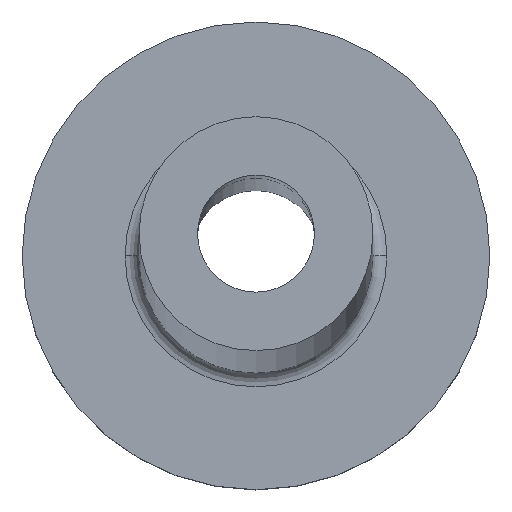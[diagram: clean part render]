
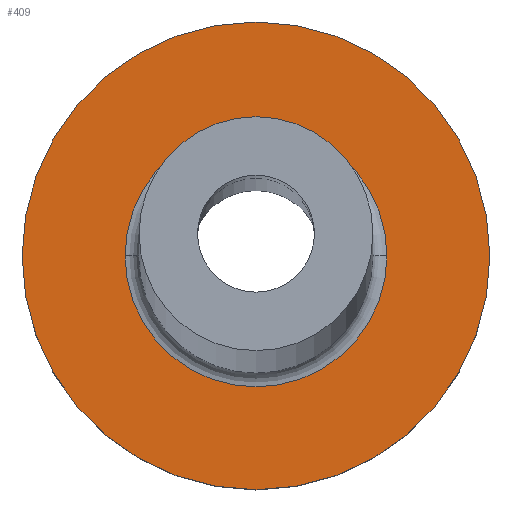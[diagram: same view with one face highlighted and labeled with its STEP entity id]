
A CAD part, top view. The second image highlights one B-rep face of the part: STEP entity #409.
In plain terms, the highlighted planar face has unit normal (0, 0, 1).
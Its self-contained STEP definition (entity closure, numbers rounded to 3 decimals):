
#1 = VERTEX_POINT ( 'NONE', #81 ) ;
#3 = CARTESIAN_POINT ( 'NONE',  ( -2.8, 0., 3. ) ) ;
#5 = ORIENTED_EDGE ( 'NONE', *, *, #220, .T. ) ;
#9 = ORIENTED_EDGE ( 'NONE', *, *, #144, .T. ) ;
#15 = ORIENTED_EDGE ( 'NONE', *, *, #123, .T. ) ;
#16 = CARTESIAN_POINT ( 'NONE',  ( -5., 0., 3. ) ) ;
#28 = DIRECTION ( 'NONE',  ( 0., 0., 1. ) ) ;
#35 = AXIS2_PLACEMENT_3D ( 'NONE', #140, #94, #203 ) ;
#38 = AXIS2_PLACEMENT_3D ( 'NONE', #66, #28, #320 ) ;
#49 = FACE_BOUND ( 'NONE', #221, .T. ) ;
#66 = CARTESIAN_POINT ( 'NONE',  ( 0., 0., 3. ) ) ;
#79 = PLANE ( 'NONE',  #90 ) ;
#81 = CARTESIAN_POINT ( 'NONE',  ( 5., 0., 3. ) ) ;
#86 = FACE_OUTER_BOUND ( 'NONE', #308, .T. ) ;
#90 = AXIS2_PLACEMENT_3D ( 'NONE', #156, #122, #165 ) ;
#94 = DIRECTION ( 'NONE',  ( 0., 0., 1. ) ) ;
#106 = EDGE_CURVE ( 'NONE', #428, #1, #440, .T. ) ;
#111 = VERTEX_POINT ( 'NONE', #171 ) ;
#116 = CIRCLE ( 'NONE', #38, 5. ) ;
#122 = DIRECTION ( 'NONE',  ( 0., 0., 1. ) ) ;
#123 = EDGE_CURVE ( 'NONE', #1, #428, #116, .T. ) ;
#136 = CARTESIAN_POINT ( 'NONE',  ( 0., 0., 3. ) ) ;
#140 = CARTESIAN_POINT ( 'NONE',  ( 0., 0., 3. ) ) ;
#144 = EDGE_CURVE ( 'NONE', #111, #267, #197, .T. ) ;
#156 = CARTESIAN_POINT ( 'NONE',  ( 0., 0., 3. ) ) ;
#165 = DIRECTION ( 'NONE',  ( 1., 0., 0. ) ) ;
#168 = DIRECTION ( 'NONE',  ( 1., 0., 0. ) ) ;
#171 = CARTESIAN_POINT ( 'NONE',  ( 2.8, 0., 3. ) ) ;
#185 = DIRECTION ( 'NONE',  ( 0., 0., -1. ) ) ;
#197 = CIRCLE ( 'NONE', #218, 2.8 ) ;
#203 = DIRECTION ( 'NONE',  ( 1., 0., 0. ) ) ;
#217 = CARTESIAN_POINT ( 'NONE',  ( 0., 0., 3. ) ) ;
#218 = AXIS2_PLACEMENT_3D ( 'NONE', #136, #275, #168 ) ;
#220 = EDGE_CURVE ( 'NONE', #267, #111, #434, .T. ) ;
#221 = EDGE_LOOP ( 'NONE', ( #9, #5 ) ) ;
#267 = VERTEX_POINT ( 'NONE', #3 ) ;
#275 = DIRECTION ( 'NONE',  ( 0., 0., -1. ) ) ;
#289 = ORIENTED_EDGE ( 'NONE', *, *, #106, .T. ) ;
#308 = EDGE_LOOP ( 'NONE', ( #289, #15 ) ) ;
#320 = DIRECTION ( 'NONE',  ( 1., 0., 0. ) ) ;
#398 = AXIS2_PLACEMENT_3D ( 'NONE', #217, #185, #425 ) ;
#409 = ADVANCED_FACE ( 'NONE', ( #49, #86 ), #79, .T. ) ;
#425 = DIRECTION ( 'NONE',  ( 1., 0., 0. ) ) ;
#428 = VERTEX_POINT ( 'NONE', #16 ) ;
#434 = CIRCLE ( 'NONE', #398, 2.8 ) ;
#440 = CIRCLE ( 'NONE', #35, 5. ) ;
